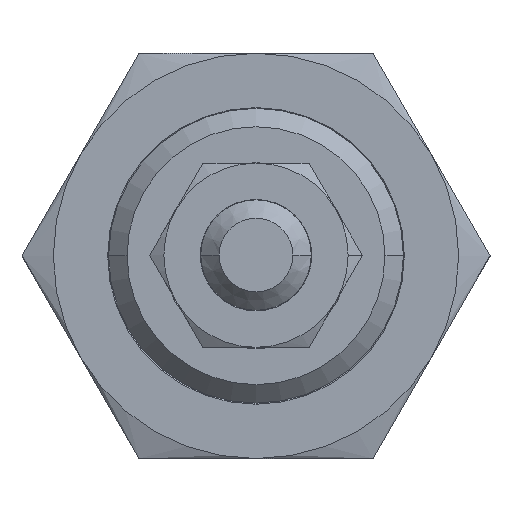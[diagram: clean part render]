
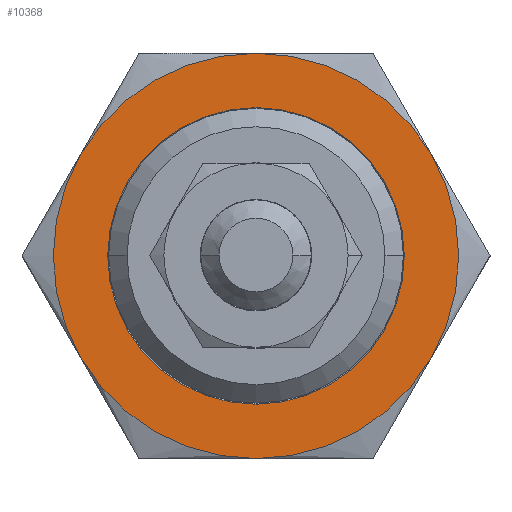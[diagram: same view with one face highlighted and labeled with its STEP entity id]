
A CAD part, top view. The second image highlights one B-rep face of the part: STEP entity #10368.
In plain terms, the highlighted planar face has unit normal (0, 0, 1).
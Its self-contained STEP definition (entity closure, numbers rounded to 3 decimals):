
#171 = EDGE_CURVE ( 'NONE', #8202, #9536, #9992, .T. ) ;
#243 = AXIS2_PLACEMENT_3D ( 'NONE', #3785, #3718, #7396 ) ;
#317 = CIRCLE ( 'NONE', #7163, 11. ) ;
#335 = VERTEX_POINT ( 'NONE', #11119 ) ;
#347 = PLANE ( 'NONE',  #9996 ) ;
#1033 = CIRCLE ( 'NONE', #3585, 8.05 ) ;
#1038 = CARTESIAN_POINT ( 'NONE',  ( 0., 0., 259. ) ) ;
#1216 = EDGE_CURVE ( 'NONE', #4805, #8202, #11188, .T. ) ;
#1298 = EDGE_CURVE ( 'NONE', #9536, #11046, #6515, .T. ) ;
#1613 = CARTESIAN_POINT ( 'NONE',  ( 0., 0., 259. ) ) ;
#1784 = DIRECTION ( 'NONE',  ( -0.866, -0.5, 0. ) ) ;
#1862 = CARTESIAN_POINT ( 'NONE',  ( -9.526, -5.5, 259. ) ) ;
#2118 = CIRCLE ( 'NONE', #8962, 11. ) ;
#2747 = DIRECTION ( 'NONE',  ( 0., 0., -1. ) ) ;
#2808 = EDGE_CURVE ( 'NONE', #335, #11159, #1033, .T. ) ;
#2939 = DIRECTION ( 'NONE',  ( 0., 0., -1. ) ) ;
#3283 = DIRECTION ( 'NONE',  ( -0.866, -0.5, 0. ) ) ;
#3351 = CIRCLE ( 'NONE', #4906, 11. ) ;
#3366 = CARTESIAN_POINT ( 'NONE',  ( 0., 0., 259. ) ) ;
#3488 = DIRECTION ( 'NONE',  ( 0., 0., -1. ) ) ;
#3585 = AXIS2_PLACEMENT_3D ( 'NONE', #6739, #2747, #6673 ) ;
#3718 = DIRECTION ( 'NONE',  ( 0., 0., -1. ) ) ;
#3771 = CIRCLE ( 'NONE', #243, 8.05 ) ;
#3785 = CARTESIAN_POINT ( 'NONE',  ( 0., 0., 259. ) ) ;
#3975 = CARTESIAN_POINT ( 'NONE',  ( 6.972, 4.025, 259. ) ) ;
#3995 = ORIENTED_EDGE ( 'NONE', *, *, #10269, .F. ) ;
#4455 = VERTEX_POINT ( 'NONE', #1862 ) ;
#4713 = AXIS2_PLACEMENT_3D ( 'NONE', #9760, #9025, #3283 ) ;
#4805 = VERTEX_POINT ( 'NONE', #10170 ) ;
#4870 = CARTESIAN_POINT ( 'NONE',  ( 0., 0., 259. ) ) ;
#4906 = AXIS2_PLACEMENT_3D ( 'NONE', #8248, #7336, #8425 ) ;
#5427 = ORIENTED_EDGE ( 'NONE', *, *, #1298, .F. ) ;
#5862 = ORIENTED_EDGE ( 'NONE', *, *, #1216, .F. ) ;
#5917 = DIRECTION ( 'NONE',  ( 0., 0., -1. ) ) ;
#6078 = EDGE_LOOP ( 'NONE', ( #11771, #10059 ) ) ;
#6391 = ORIENTED_EDGE ( 'NONE', *, *, #6756, .F. ) ;
#6515 = CIRCLE ( 'NONE', #7680, 11. ) ;
#6560 = CARTESIAN_POINT ( 'NONE',  ( 0., -11., 259. ) ) ;
#6673 = DIRECTION ( 'NONE',  ( -0.866, -0.5, 0. ) ) ;
#6677 = DIRECTION ( 'NONE',  ( -0.866, -0.5, 0. ) ) ;
#6739 = CARTESIAN_POINT ( 'NONE',  ( 0., 0., 259. ) ) ;
#6756 = EDGE_CURVE ( 'NONE', #11405, #4805, #317, .T. ) ;
#7163 = AXIS2_PLACEMENT_3D ( 'NONE', #3366, #3488, #11808 ) ;
#7336 = DIRECTION ( 'NONE',  ( 0., 0., -1. ) ) ;
#7339 = CARTESIAN_POINT ( 'NONE',  ( -9.526, 5.5, 259. ) ) ;
#7396 = DIRECTION ( 'NONE',  ( -0.866, -0.5, 0. ) ) ;
#7478 = AXIS2_PLACEMENT_3D ( 'NONE', #1038, #2939, #6677 ) ;
#7680 = AXIS2_PLACEMENT_3D ( 'NONE', #11115, #12093, #10079 ) ;
#7706 = EDGE_LOOP ( 'NONE', ( #3995, #11327, #5427, #10393, #5862, #6391 ) ) ;
#7723 = EDGE_CURVE ( 'NONE', #11046, #4455, #2118, .T. ) ;
#8202 = VERTEX_POINT ( 'NONE', #11209 ) ;
#8248 = CARTESIAN_POINT ( 'NONE',  ( 0., 0., 259. ) ) ;
#8425 = DIRECTION ( 'NONE',  ( -0.866, -0.5, 0. ) ) ;
#8599 = DIRECTION ( 'NONE',  ( -0.866, -0.5, 0. ) ) ;
#8962 = AXIS2_PLACEMENT_3D ( 'NONE', #1613, #11895, #1784 ) ;
#9025 = DIRECTION ( 'NONE',  ( 0., 0., -1. ) ) ;
#9528 = FACE_BOUND ( 'NONE', #6078, .T. ) ;
#9536 = VERTEX_POINT ( 'NONE', #9787 ) ;
#9702 = FACE_OUTER_BOUND ( 'NONE', #7706, .T. ) ;
#9760 = CARTESIAN_POINT ( 'NONE',  ( 0., 0., 259. ) ) ;
#9787 = CARTESIAN_POINT ( 'NONE',  ( 9.526, -5.5, 259. ) ) ;
#9992 = CIRCLE ( 'NONE', #4713, 11. ) ;
#9996 = AXIS2_PLACEMENT_3D ( 'NONE', #4870, #5917, #8599 ) ;
#10059 = ORIENTED_EDGE ( 'NONE', *, *, #2808, .T. ) ;
#10079 = DIRECTION ( 'NONE',  ( -0.866, -0.5, 0. ) ) ;
#10170 = CARTESIAN_POINT ( 'NONE',  ( 0., 11., 259. ) ) ;
#10269 = EDGE_CURVE ( 'NONE', #4455, #11405, #3351, .T. ) ;
#10368 = ADVANCED_FACE ( 'NONE', ( #9528, #9702 ), #347, .F. ) ;
#10393 = ORIENTED_EDGE ( 'NONE', *, *, #171, .F. ) ;
#11046 = VERTEX_POINT ( 'NONE', #6560 ) ;
#11115 = CARTESIAN_POINT ( 'NONE',  ( 0., 0., 259. ) ) ;
#11119 = CARTESIAN_POINT ( 'NONE',  ( -6.972, -4.025, 259. ) ) ;
#11159 = VERTEX_POINT ( 'NONE', #3975 ) ;
#11188 = CIRCLE ( 'NONE', #7478, 11. ) ;
#11209 = CARTESIAN_POINT ( 'NONE',  ( 9.526, 5.5, 259. ) ) ;
#11327 = ORIENTED_EDGE ( 'NONE', *, *, #7723, .F. ) ;
#11405 = VERTEX_POINT ( 'NONE', #7339 ) ;
#11408 = EDGE_CURVE ( 'NONE', #11159, #335, #3771, .T. ) ;
#11771 = ORIENTED_EDGE ( 'NONE', *, *, #11408, .T. ) ;
#11808 = DIRECTION ( 'NONE',  ( -0.866, -0.5, 0. ) ) ;
#11895 = DIRECTION ( 'NONE',  ( 0., 0., -1. ) ) ;
#12093 = DIRECTION ( 'NONE',  ( 0., 0., -1. ) ) ;
